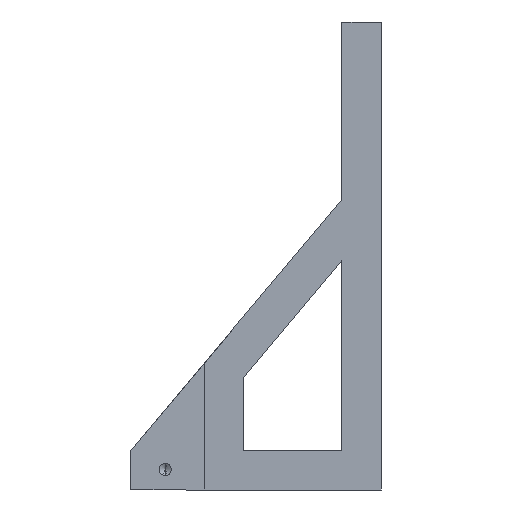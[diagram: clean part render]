
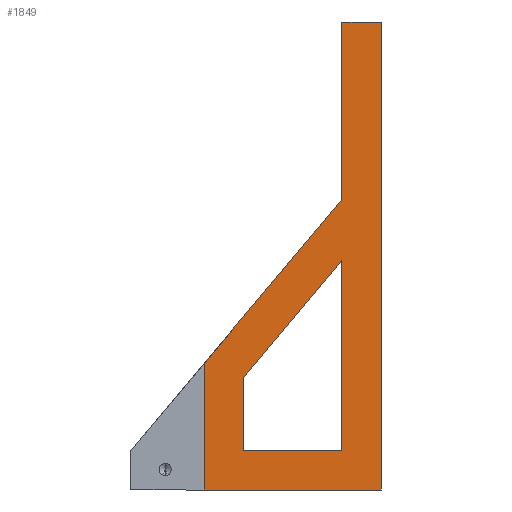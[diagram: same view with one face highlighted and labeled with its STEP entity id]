
A CAD part, front view. The second image highlights one B-rep face of the part: STEP entity #1849.
In plain terms, the highlighted face is planar.
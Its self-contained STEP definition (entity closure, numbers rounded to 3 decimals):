
#5 = VECTOR ( 'NONE', #378, 1000. ) ;
#26 = VECTOR ( 'NONE', #486, 1000. ) ;
#37 = DIRECTION ( 'NONE',  ( 1., 0., 0. ) ) ;
#58 = CARTESIAN_POINT ( 'NONE',  ( 14.43, 328.5, -8. ) ) ;
#60 = EDGE_CURVE ( 'NONE', #1055, #138, #2558, .T. ) ;
#102 = CARTESIAN_POINT ( 'NONE',  ( -44.492, 328.5, -8. ) ) ;
#103 = DIRECTION ( 'NONE',  ( 0., 0., 1. ) ) ;
#138 = VERTEX_POINT ( 'NONE', #2150 ) ;
#188 = VERTEX_POINT ( 'NONE', #2350 ) ;
#204 = EDGE_CURVE ( 'NONE', #1047, #1987, #1521, .T. ) ;
#207 = EDGE_CURVE ( 'NONE', #1981, #1047, #2338, .T. ) ;
#211 = AXIS2_PLACEMENT_3D ( 'NONE', #102, #1128, #2328 ) ;
#214 = LINE ( 'NONE', #1626, #1649 ) ;
#296 = CARTESIAN_POINT ( 'NONE',  ( 14.43, 328.5, -8. ) ) ;
#377 = ORIENTED_EDGE ( 'NONE', *, *, #2264, .T. ) ;
#378 = DIRECTION ( 'NONE',  ( -1., 0., 0. ) ) ;
#446 = LINE ( 'NONE', #2211, #712 ) ;
#486 = DIRECTION ( 'NONE',  ( 0., 0., -1. ) ) ;
#563 = EDGE_CURVE ( 'NONE', #2002, #1981, #1405, .T. ) ;
#607 = CARTESIAN_POINT ( 'NONE',  ( 42.508, 328.5, 14.965 ) ) ;
#622 = VECTOR ( 'NONE', #37, 1000. ) ;
#699 = CARTESIAN_POINT ( 'NONE',  ( 50.508, 328.5, -8. ) ) ;
#710 = CARTESIAN_POINT ( 'NONE',  ( -44.492, 328.5, -8. ) ) ;
#712 = VECTOR ( 'NONE', #1133, 1000. ) ;
#722 = EDGE_LOOP ( 'NONE', ( #1977, #1766, #992, #2578 ) ) ;
#830 = DIRECTION ( 'NONE',  ( 0., 0., 1. ) ) ;
#856 = VECTOR ( 'NONE', #1725, 1000. ) ;
#861 = FACE_OUTER_BOUND ( 'NONE', #1106, .T. ) ;
#876 = CARTESIAN_POINT ( 'NONE',  ( 22.43, 328.5, 38.893 ) ) ;
#901 = CARTESIAN_POINT ( 'NONE',  ( 22.43, 328.5, 87.501 ) ) ;
#945 = VECTOR ( 'NONE', #830, 1000. ) ;
#992 = ORIENTED_EDGE ( 'NONE', *, *, #60, .F. ) ;
#1027 = CARTESIAN_POINT ( 'NONE',  ( 22.43, 328.5, 0. ) ) ;
#1031 = ORIENTED_EDGE ( 'NONE', *, *, #207, .T. ) ;
#1047 = VERTEX_POINT ( 'NONE', #1899 ) ;
#1055 = VERTEX_POINT ( 'NONE', #1778 ) ;
#1086 = CARTESIAN_POINT ( 'NONE',  ( 42.508, 328.5, 0. ) ) ;
#1106 = EDGE_LOOP ( 'NONE', ( #2570, #2176, #1598, #1031, #2523, #377 ) ) ;
#1128 = DIRECTION ( 'NONE',  ( 0., 1., 0. ) ) ;
#1133 = DIRECTION ( 'NONE',  ( 0.643, 0., -0.766 ) ) ;
#1153 = FACE_BOUND ( 'NONE', #722, .T. ) ;
#1186 = VECTOR ( 'NONE', #1786, 1000. ) ;
#1287 = EDGE_CURVE ( 'NONE', #1608, #1055, #446, .T. ) ;
#1332 = VERTEX_POINT ( 'NONE', #1769 ) ;
#1385 = CARTESIAN_POINT ( 'NONE',  ( 50.508, 328.5, -491.586 ) ) ;
#1405 = LINE ( 'NONE', #710, #5 ) ;
#1518 = LINE ( 'NONE', #901, #1186 ) ;
#1521 = LINE ( 'NONE', #1962, #622 ) ;
#1529 = LINE ( 'NONE', #1385, #2592 ) ;
#1598 = ORIENTED_EDGE ( 'NONE', *, *, #563, .T. ) ;
#1608 = VERTEX_POINT ( 'NONE', #876 ) ;
#1626 = CARTESIAN_POINT ( 'NONE',  ( 65.508, 328.5, 0. ) ) ;
#1636 = DIRECTION ( 'NONE',  ( 0.643, 0., -0.766 ) ) ;
#1649 = VECTOR ( 'NONE', #1636, 1000. ) ;
#1712 = DIRECTION ( 'NONE',  ( -1., 0., 0. ) ) ;
#1725 = DIRECTION ( 'NONE',  ( 0., 0., 1. ) ) ;
#1766 = ORIENTED_EDGE ( 'NONE', *, *, #2643, .F. ) ;
#1769 = CARTESIAN_POINT ( 'NONE',  ( 22.43, 328.5, 0. ) ) ;
#1778 = CARTESIAN_POINT ( 'NONE',  ( 42.508, 328.5, 14.965 ) ) ;
#1786 = DIRECTION ( 'NONE',  ( 0., 0., -1. ) ) ;
#1835 = EDGE_CURVE ( 'NONE', #2002, #188, #1529, .T. ) ;
#1849 = ADVANCED_FACE ( 'NONE', ( #1153, #861 ), #2503, .T. ) ;
#1899 = CARTESIAN_POINT ( 'NONE',  ( 14.43, 328.5, 87.501 ) ) ;
#1906 = EDGE_CURVE ( 'NONE', #1332, #1608, #2678, .T. ) ;
#1924 = CARTESIAN_POINT ( 'NONE',  ( 22.43, 328.5, 51.339 ) ) ;
#1962 = CARTESIAN_POINT ( 'NONE',  ( 14.43, 328.5, 87.501 ) ) ;
#1977 = ORIENTED_EDGE ( 'NONE', *, *, #1906, .F. ) ;
#1981 = VERTEX_POINT ( 'NONE', #296 ) ;
#1987 = VERTEX_POINT ( 'NONE', #2186 ) ;
#2002 = VERTEX_POINT ( 'NONE', #699 ) ;
#2150 = CARTESIAN_POINT ( 'NONE',  ( 42.508, 328.5, 0. ) ) ;
#2166 = EDGE_CURVE ( 'NONE', #2508, #188, #214, .T. ) ;
#2176 = ORIENTED_EDGE ( 'NONE', *, *, #1835, .F. ) ;
#2186 = CARTESIAN_POINT ( 'NONE',  ( 22.43, 328.5, 87.501 ) ) ;
#2211 = CARTESIAN_POINT ( 'NONE',  ( 22.43, 328.5, 38.893 ) ) ;
#2264 = EDGE_CURVE ( 'NONE', #1987, #2508, #1518, .T. ) ;
#2283 = VECTOR ( 'NONE', #1712, 1000. ) ;
#2328 = DIRECTION ( 'NONE',  ( 0., 0., 1. ) ) ;
#2338 = LINE ( 'NONE', #58, #856 ) ;
#2350 = CARTESIAN_POINT ( 'NONE',  ( 50.508, 328.5, 17.876 ) ) ;
#2503 = PLANE ( 'NONE',  #211 ) ;
#2508 = VERTEX_POINT ( 'NONE', #1924 ) ;
#2523 = ORIENTED_EDGE ( 'NONE', *, *, #204, .T. ) ;
#2528 = LINE ( 'NONE', #1086, #2283 ) ;
#2558 = LINE ( 'NONE', #607, #26 ) ;
#2570 = ORIENTED_EDGE ( 'NONE', *, *, #2166, .T. ) ;
#2578 = ORIENTED_EDGE ( 'NONE', *, *, #1287, .F. ) ;
#2592 = VECTOR ( 'NONE', #103, 1000. ) ;
#2643 = EDGE_CURVE ( 'NONE', #138, #1332, #2528, .T. ) ;
#2678 = LINE ( 'NONE', #1027, #945 ) ;
